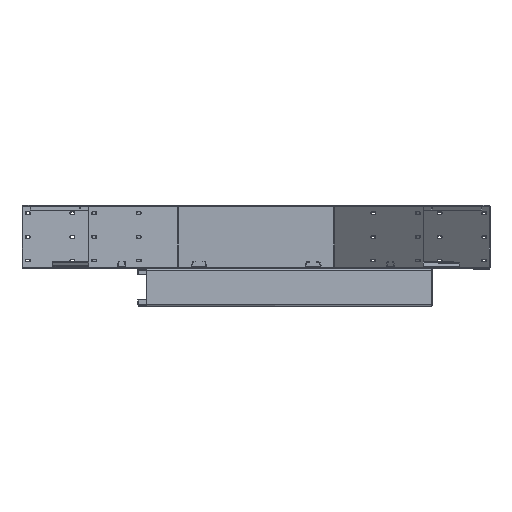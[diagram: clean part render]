
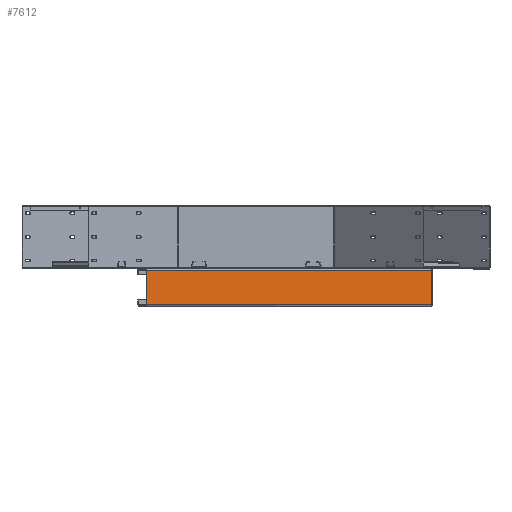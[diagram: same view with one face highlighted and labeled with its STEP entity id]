
A CAD part, top view. The second image highlights one B-rep face of the part: STEP entity #7612.
In plain terms, the highlighted face is planar.
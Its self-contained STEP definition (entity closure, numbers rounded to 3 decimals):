
#7229=DIRECTION('',(0.,1.,0.));
#7230=VECTOR('',#7229,108.);
#7231=CARTESIAN_POINT('',(0.,-54.,1280.));
#7232=LINE('',#7231,#7230);
#7233=DIRECTION('',(0.,1.,0.));
#7234=VECTOR('',#7233,108.);
#7235=CARTESIAN_POINT('',(0.,-54.,0.));
#7236=LINE('',#7235,#7234);
#7263=DIRECTION('',(0.,0.,-1.));
#7264=VECTOR('',#7263,1280.);
#7265=CARTESIAN_POINT('',(0.,-54.,1280.));
#7266=LINE('',#7265,#7264);
#7513=DIRECTION('',(0.,0.,1.));
#7514=VECTOR('',#7513,1280.);
#7515=CARTESIAN_POINT('',(0.,54.,0.));
#7516=LINE('',#7515,#7514);
#7530=CARTESIAN_POINT('',(0.,54.,0.));
#7532=VERTEX_POINT('',#7530);
#7533=CARTESIAN_POINT('',(0.,-54.,0.));
#7534=VERTEX_POINT('',#7533);
#7570=CARTESIAN_POINT('',(0.,54.,1280.));
#7572=VERTEX_POINT('',#7570);
#7577=CARTESIAN_POINT('',(0.,-54.,1280.));
#7579=VERTEX_POINT('',#7577);
#7597=CARTESIAN_POINT('',(0.,54.,1180.));
#7598=DIRECTION('',(1.,0.,0.));
#7599=DIRECTION('',(0.,0.,-1.));
#7600=AXIS2_PLACEMENT_3D('',#7597,#7598,#7599);
#7601=PLANE('',#7600);
#7603=ORIENTED_EDGE('',*,*,#7602,.T.);
#7605=ORIENTED_EDGE('',*,*,#7604,.T.);
#7607=ORIENTED_EDGE('',*,*,#7606,.F.);
#7609=ORIENTED_EDGE('',*,*,#7608,.T.);
#7610=EDGE_LOOP('',(#7603,#7605,#7607,#7609));
#7611=FACE_OUTER_BOUND('',#7610,.F.);
#7612=ADVANCED_FACE('',(#7611),#7601,.F.);
#7602=EDGE_CURVE('',#7534,#7532,#7236,.T.);
#7604=EDGE_CURVE('',#7532,#7572,#7516,.T.);
#7606=EDGE_CURVE('',#7579,#7572,#7232,.T.);
#7608=EDGE_CURVE('',#7579,#7534,#7266,.T.);
